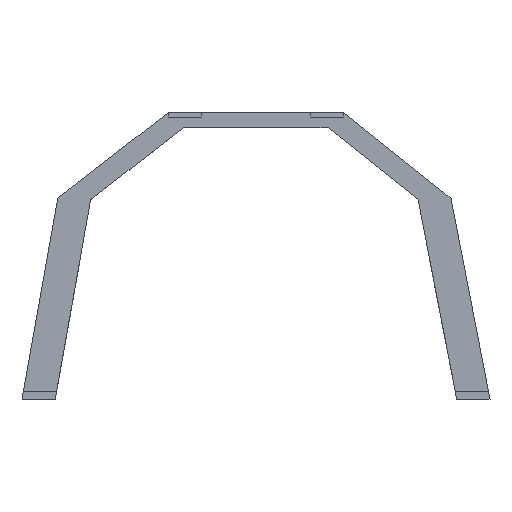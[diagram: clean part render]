
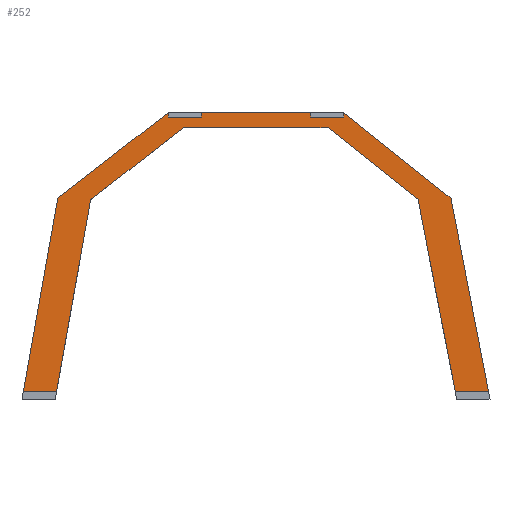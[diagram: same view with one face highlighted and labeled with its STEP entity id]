
A CAD part, top view. The second image highlights one B-rep face of the part: STEP entity #252.
In plain terms, the highlighted planar face has unit normal (0, 0, 1).
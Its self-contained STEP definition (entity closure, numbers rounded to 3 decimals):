
#3 = LINE ( 'NONE', #704, #622 ) ;
#7 = EDGE_CURVE ( 'NONE', #236, #816, #617, .T. ) ;
#8 = DIRECTION ( 'NONE',  ( -0.175, -0.985, 0. ) ) ;
#9 = CARTESIAN_POINT ( 'NONE',  ( 48.421, 95., 10. ) ) ;
#14 = ORIENTED_EDGE ( 'NONE', *, *, #552, .F. ) ;
#18 = CARTESIAN_POINT ( 'NONE',  ( -11., 0., 10. ) ) ;
#28 = EDGE_CURVE ( 'NONE', #542, #679, #794, .T. ) ;
#30 = CARTESIAN_POINT ( 'NONE',  ( 11.745, 66.131, 10. ) ) ;
#31 = CARTESIAN_POINT ( 'NONE',  ( 37.391, 95., 10. ) ) ;
#38 = VERTEX_POINT ( 'NONE', #180 ) ;
#59 = CARTESIAN_POINT ( 'NONE',  ( 90.356, 90., 10. ) ) ;
#63 = ORIENTED_EDGE ( 'NONE', *, *, #1134, .F. ) ;
#78 = CARTESIAN_POINT ( 'NONE',  ( 95.609, 95., 10. ) ) ;
#79 = ORIENTED_EDGE ( 'NONE', *, *, #780, .T. ) ;
#84 = CARTESIAN_POINT ( 'NONE',  ( 120.176, 66.131, 10. ) ) ;
#85 = DIRECTION ( 'NONE',  ( 0., -1., 0. ) ) ;
#89 = EDGE_CURVE ( 'NONE', #409, #1071, #702, .T. ) ;
#94 = VECTOR ( 'NONE', #540, 1000. ) ;
#103 = AXIS2_PLACEMENT_3D ( 'NONE', #509, #156, #573 ) ;
#112 = VECTOR ( 'NONE', #297, 1000. ) ;
#136 = CARTESIAN_POINT ( 'NONE',  ( 37.391, 93.5, 10. ) ) ;
#144 = ORIENTED_EDGE ( 'NONE', *, *, #858, .T. ) ;
#145 = LINE ( 'NONE', #404, #394 ) ;
#156 = DIRECTION ( 'NONE',  ( 0., 0., -1. ) ) ;
#180 = CARTESIAN_POINT ( 'NONE',  ( 143.515, 2.5, 10. ) ) ;
#181 = VECTOR ( 'NONE', #1024, 1000. ) ;
#183 = LINE ( 'NONE', #909, #358 ) ;
#203 = CARTESIAN_POINT ( 'NONE',  ( 84.579, 95., 10. ) ) ;
#210 = CARTESIAN_POINT ( 'NONE',  ( -10.556, 2.5, 10. ) ) ;
#211 = VERTEX_POINT ( 'NONE', #868 ) ;
#226 = ORIENTED_EDGE ( 'NONE', *, *, #537, .T. ) ;
#227 = ORIENTED_EDGE ( 'NONE', *, *, #1062, .T. ) ;
#236 = VERTEX_POINT ( 'NONE', #595 ) ;
#252 = ADVANCED_FACE ( 'NONE', ( #1110 ), #580, .F. ) ;
#253 = CARTESIAN_POINT ( 'NONE',  ( 48.421, 93.5, 10. ) ) ;
#255 = VERTEX_POINT ( 'NONE', #949 ) ;
#260 = CARTESIAN_POINT ( 'NONE',  ( 95.609, 95., 10. ) ) ;
#268 = ORIENTED_EDGE ( 'NONE', *, *, #7, .T. ) ;
#277 = CARTESIAN_POINT ( 'NONE',  ( 11.745, 66.131, 10. ) ) ;
#290 = CARTESIAN_POINT ( 'NONE',  ( 95.609, 93.5, 10. ) ) ;
#297 = DIRECTION ( 'NONE',  ( 0.19, -0.982, 0. ) ) ;
#308 = LINE ( 'NONE', #1087, #343 ) ;
#309 = ORIENTED_EDGE ( 'NONE', *, *, #28, .F. ) ;
#319 = CARTESIAN_POINT ( 'NONE',  ( 131.084, 66.605, 10. ) ) ;
#343 = VECTOR ( 'NONE', #574, 1000. ) ;
#351 = VECTOR ( 'NONE', #8, 1000. ) ;
#358 = VECTOR ( 'NONE', #536, 1000. ) ;
#360 = DIRECTION ( 'NONE',  ( 0.79, 0.613, 0. ) ) ;
#367 = CARTESIAN_POINT ( 'NONE',  ( 84.579, 93.5, 10. ) ) ;
#369 = VECTOR ( 'NONE', #663, 1000. ) ;
#383 = VECTOR ( 'NONE', #1066, 1000. ) ;
#394 = VECTOR ( 'NONE', #479, 1000. ) ;
#395 = LINE ( 'NONE', #319, #94 ) ;
#396 = LINE ( 'NONE', #946, #369 ) ;
#401 = EDGE_CURVE ( 'NONE', #849, #727, #145, .T. ) ;
#404 = CARTESIAN_POINT ( 'NONE',  ( 42.479, 90., 10. ) ) ;
#407 = CARTESIAN_POINT ( 'NONE',  ( 37.391, 95., 10. ) ) ;
#409 = VERTEX_POINT ( 'NONE', #1099 ) ;
#451 = EDGE_CURVE ( 'NONE', #38, #453, #395, .T. ) ;
#453 = VERTEX_POINT ( 'NONE', #870 ) ;
#477 = CARTESIAN_POINT ( 'NONE',  ( 0.83, 66.605, 10. ) ) ;
#479 = DIRECTION ( 'NONE',  ( 1., 0., 0. ) ) ;
#480 = CARTESIAN_POINT ( 'NONE',  ( 120.176, 66.131, 10. ) ) ;
#493 = CARTESIAN_POINT ( 'NONE',  ( 42.479, 90., 10. ) ) ;
#509 = CARTESIAN_POINT ( 'NONE',  ( 0., 0., 10. ) ) ;
#514 = CARTESIAN_POINT ( 'NONE',  ( 0.444, 2.5, 10. ) ) ;
#516 = LINE ( 'NONE', #407, #181 ) ;
#519 = LINE ( 'NONE', #18, #351 ) ;
#532 = CARTESIAN_POINT ( 'NONE',  ( 132.515, 2.5, 10. ) ) ;
#536 = DIRECTION ( 'NONE',  ( -1., 0., 0. ) ) ;
#537 = EDGE_CURVE ( 'NONE', #255, #679, #519, .T. ) ;
#540 = DIRECTION ( 'NONE',  ( -0.19, 0.982, 0. ) ) ;
#542 = VERTEX_POINT ( 'NONE', #514 ) ;
#545 = EDGE_CURVE ( 'NONE', #1027, #849, #1059, .T. ) ;
#552 = EDGE_CURVE ( 'NONE', #38, #942, #626, .T. ) ;
#563 = DIRECTION ( 'NONE',  ( 1., 0., 0. ) ) ;
#565 = LINE ( 'NONE', #480, #112 ) ;
#573 = DIRECTION ( 'NONE',  ( -1., 0., 0. ) ) ;
#574 = DIRECTION ( 'NONE',  ( 0., -1., 0. ) ) ;
#580 = PLANE ( 'NONE',  #103 ) ;
#595 = CARTESIAN_POINT ( 'NONE',  ( 48.421, 95., 10. ) ) ;
#608 = VERTEX_POINT ( 'NONE', #367 ) ;
#617 = LINE ( 'NONE', #9, #1010 ) ;
#622 = VECTOR ( 'NONE', #975, 1000. ) ;
#626 = LINE ( 'NONE', #711, #383 ) ;
#635 = ORIENTED_EDGE ( 'NONE', *, *, #966, .T. ) ;
#640 = LINE ( 'NONE', #1003, #1018 ) ;
#641 = ORIENTED_EDGE ( 'NONE', *, *, #1136, .T. ) ;
#644 = VECTOR ( 'NONE', #360, 1000. ) ;
#653 = LINE ( 'NONE', #136, #690 ) ;
#654 = VERTEX_POINT ( 'NONE', #31 ) ;
#661 = EDGE_LOOP ( 'NONE', ( #144, #1119, #635, #769, #994, #268, #63, #1098, #641, #226, #309, #227, #776, #864, #79, #1068, #14, #926 ) ) ;
#663 = DIRECTION ( 'NONE',  ( 0.781, -0.625, 0. ) ) ;
#676 = DIRECTION ( 'NONE',  ( -0.781, 0.625, 0. ) ) ;
#679 = VERTEX_POINT ( 'NONE', #210 ) ;
#690 = VECTOR ( 'NONE', #563, 1000. ) ;
#692 = EDGE_CURVE ( 'NONE', #1074, #608, #640, .T. ) ;
#694 = DIRECTION ( 'NONE',  ( -1., 0., 0. ) ) ;
#701 = EDGE_CURVE ( 'NONE', #991, #942, #565, .T. ) ;
#702 = LINE ( 'NONE', #260, #713 ) ;
#704 = CARTESIAN_POINT ( 'NONE',  ( 0., 0., 10. ) ) ;
#708 = VECTOR ( 'NONE', #676, 1000. ) ;
#711 = CARTESIAN_POINT ( 'NONE',  ( 143.515, 2.5, 10. ) ) ;
#713 = VECTOR ( 'NONE', #883, 1000. ) ;
#727 = VERTEX_POINT ( 'NONE', #59 ) ;
#769 = ORIENTED_EDGE ( 'NONE', *, *, #692, .F. ) ;
#776 = ORIENTED_EDGE ( 'NONE', *, *, #545, .T. ) ;
#780 = EDGE_CURVE ( 'NONE', #727, #991, #396, .T. ) ;
#794 = LINE ( 'NONE', #971, #828 ) ;
#816 = VERTEX_POINT ( 'NONE', #253 ) ;
#828 = VECTOR ( 'NONE', #694, 1000. ) ;
#840 = EDGE_CURVE ( 'NONE', #1074, #236, #516, .T. ) ;
#849 = VERTEX_POINT ( 'NONE', #493 ) ;
#858 = EDGE_CURVE ( 'NONE', #453, #409, #1036, .T. ) ;
#864 = ORIENTED_EDGE ( 'NONE', *, *, #401, .T. ) ;
#868 = CARTESIAN_POINT ( 'NONE',  ( 37.391, 93.5, 10. ) ) ;
#870 = CARTESIAN_POINT ( 'NONE',  ( 131.084, 66.605, 10. ) ) ;
#883 = DIRECTION ( 'NONE',  ( 0., -1., 0. ) ) ;
#909 = CARTESIAN_POINT ( 'NONE',  ( 95.609, 93.5, 10. ) ) ;
#925 = DIRECTION ( 'NONE',  ( -0.79, -0.613, 0. ) ) ;
#926 = ORIENTED_EDGE ( 'NONE', *, *, #451, .T. ) ;
#942 = VERTEX_POINT ( 'NONE', #532 ) ;
#946 = CARTESIAN_POINT ( 'NONE',  ( 90.356, 90., 10. ) ) ;
#949 = CARTESIAN_POINT ( 'NONE',  ( 0.83, 66.605, 10. ) ) ;
#966 = EDGE_CURVE ( 'NONE', #1071, #608, #183, .T. ) ;
#971 = CARTESIAN_POINT ( 'NONE',  ( 0.444, 2.5, 10. ) ) ;
#975 = DIRECTION ( 'NONE',  ( 0.175, 0.985, 0. ) ) ;
#991 = VERTEX_POINT ( 'NONE', #84 ) ;
#993 = DIRECTION ( 'NONE',  ( 0., -1., 0. ) ) ;
#994 = ORIENTED_EDGE ( 'NONE', *, *, #840, .T. ) ;
#1001 = VECTOR ( 'NONE', #925, 1000. ) ;
#1003 = CARTESIAN_POINT ( 'NONE',  ( 84.579, 95., 10. ) ) ;
#1005 = LINE ( 'NONE', #477, #1001 ) ;
#1010 = VECTOR ( 'NONE', #85, 1000. ) ;
#1018 = VECTOR ( 'NONE', #993, 1000. ) ;
#1024 = DIRECTION ( 'NONE',  ( -1., 0., 0. ) ) ;
#1027 = VERTEX_POINT ( 'NONE', #30 ) ;
#1036 = LINE ( 'NONE', #78, #708 ) ;
#1059 = LINE ( 'NONE', #277, #644 ) ;
#1062 = EDGE_CURVE ( 'NONE', #542, #1027, #3, .T. ) ;
#1066 = DIRECTION ( 'NONE',  ( -1., 0., 0. ) ) ;
#1068 = ORIENTED_EDGE ( 'NONE', *, *, #701, .T. ) ;
#1071 = VERTEX_POINT ( 'NONE', #290 ) ;
#1074 = VERTEX_POINT ( 'NONE', #203 ) ;
#1087 = CARTESIAN_POINT ( 'NONE',  ( 37.391, 95., 10. ) ) ;
#1098 = ORIENTED_EDGE ( 'NONE', *, *, #1108, .F. ) ;
#1099 = CARTESIAN_POINT ( 'NONE',  ( 95.609, 95., 10. ) ) ;
#1108 = EDGE_CURVE ( 'NONE', #654, #211, #308, .T. ) ;
#1110 = FACE_OUTER_BOUND ( 'NONE', #661, .T. ) ;
#1119 = ORIENTED_EDGE ( 'NONE', *, *, #89, .T. ) ;
#1134 = EDGE_CURVE ( 'NONE', #211, #816, #653, .T. ) ;
#1136 = EDGE_CURVE ( 'NONE', #654, #255, #1005, .T. ) ;
